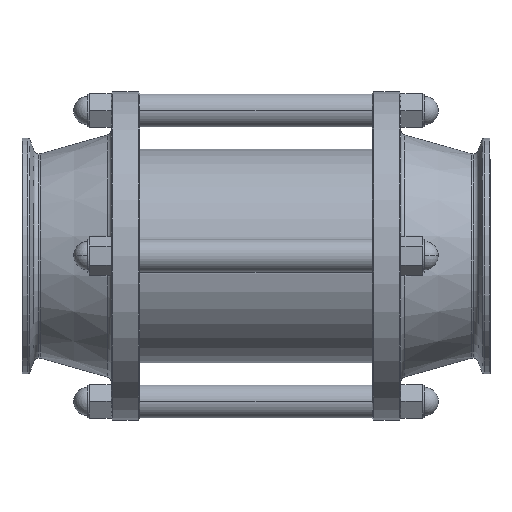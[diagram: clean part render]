
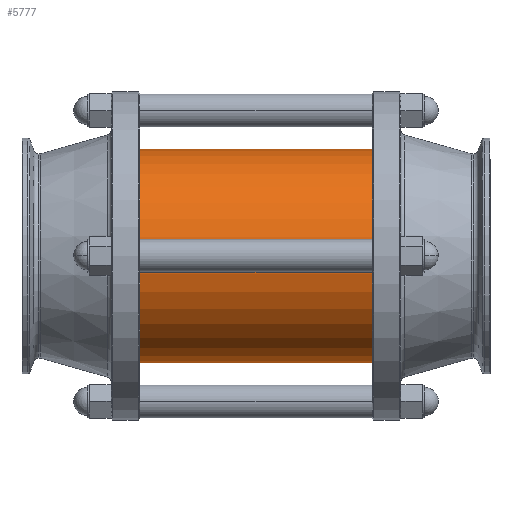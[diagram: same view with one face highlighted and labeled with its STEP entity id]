
A CAD part, top view. The second image highlights one B-rep face of the part: STEP entity #5777.
In plain terms, the highlighted cylindrical face has radius 41.25 mm (diameter 82.5 mm), a partial arc.
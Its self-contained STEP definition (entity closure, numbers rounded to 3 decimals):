
#328 = ORIENTED_EDGE ( 'NONE', *, *, #4590, .T. ) ;
#367 = ORIENTED_EDGE ( 'NONE', *, *, #1264, .T. ) ;
#411 = DIRECTION ( 'NONE',  ( -1., 0., 0. ) ) ;
#465 = CARTESIAN_POINT ( 'NONE',  ( -61.5, -41.25, 0. ) ) ;
#586 = CIRCLE ( 'NONE', #4210, 41.25 ) ;
#758 = VERTEX_POINT ( 'NONE', #771 ) ;
#771 = CARTESIAN_POINT ( 'NONE',  ( 61.5, -41.25, 0. ) ) ;
#932 = ORIENTED_EDGE ( 'NONE', *, *, #1331, .F. ) ;
#952 = DIRECTION ( 'NONE',  ( -1., 0., 0. ) ) ;
#985 = FACE_OUTER_BOUND ( 'NONE', #5413, .T. ) ;
#1264 = EDGE_CURVE ( 'NONE', #2475, #3933, #1337, .T. ) ;
#1331 = EDGE_CURVE ( 'NONE', #3923, #3933, #586, .T. ) ;
#1337 = LINE ( 'NONE', #1366, #3935 ) ;
#1366 = CARTESIAN_POINT ( 'NONE',  ( -62., 41.25, 0. ) ) ;
#1744 = DIRECTION ( 'NONE',  ( -1., 0., 0. ) ) ;
#1796 = LINE ( 'NONE', #4479, #3839 ) ;
#2475 = VERTEX_POINT ( 'NONE', #4283 ) ;
#2518 = CARTESIAN_POINT ( 'NONE',  ( 61.5, 0., 0. ) ) ;
#2522 = CARTESIAN_POINT ( 'NONE',  ( -61.5, 0., 0. ) ) ;
#2877 = AXIS2_PLACEMENT_3D ( 'NONE', #2518, #4838, #4336 ) ;
#3664 = CARTESIAN_POINT ( 'NONE',  ( -61.5, 41.25, 0. ) ) ;
#3839 = VECTOR ( 'NONE', #1744, 1000. ) ;
#3923 = VERTEX_POINT ( 'NONE', #465 ) ;
#3933 = VERTEX_POINT ( 'NONE', #3664 ) ;
#3935 = VECTOR ( 'NONE', #411, 1000. ) ;
#4028 = CIRCLE ( 'NONE', #2877, 41.25 ) ;
#4073 = DIRECTION ( 'NONE',  ( 0., -1., 0. ) ) ;
#4195 = DIRECTION ( 'NONE',  ( 0., -1., 0. ) ) ;
#4210 = AXIS2_PLACEMENT_3D ( 'NONE', #2522, #4784, #4195 ) ;
#4283 = CARTESIAN_POINT ( 'NONE',  ( 61.5, 41.25, 0. ) ) ;
#4336 = DIRECTION ( 'NONE',  ( 0., -1., 0. ) ) ;
#4479 = CARTESIAN_POINT ( 'NONE',  ( -62., -41.25, 0. ) ) ;
#4590 = EDGE_CURVE ( 'NONE', #758, #2475, #4028, .T. ) ;
#4682 = EDGE_CURVE ( 'NONE', #758, #3923, #1796, .T. ) ;
#4784 = DIRECTION ( 'NONE',  ( -1., 0., 0. ) ) ;
#4838 = DIRECTION ( 'NONE',  ( -1., 0., 0. ) ) ;
#4953 = CYLINDRICAL_SURFACE ( 'NONE', #5622, 41.25 ) ;
#5413 = EDGE_LOOP ( 'NONE', ( #328, #367, #932, #5637 ) ) ;
#5524 = CARTESIAN_POINT ( 'NONE',  ( -62., 0., 0. ) ) ;
#5622 = AXIS2_PLACEMENT_3D ( 'NONE', #5524, #952, #4073 ) ;
#5637 = ORIENTED_EDGE ( 'NONE', *, *, #4682, .F. ) ;
#5777 = ADVANCED_FACE ( 'NONE', ( #985 ), #4953, .T. ) ;
